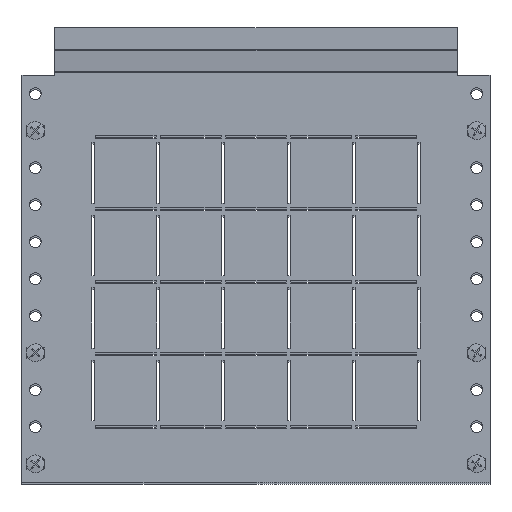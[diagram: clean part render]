
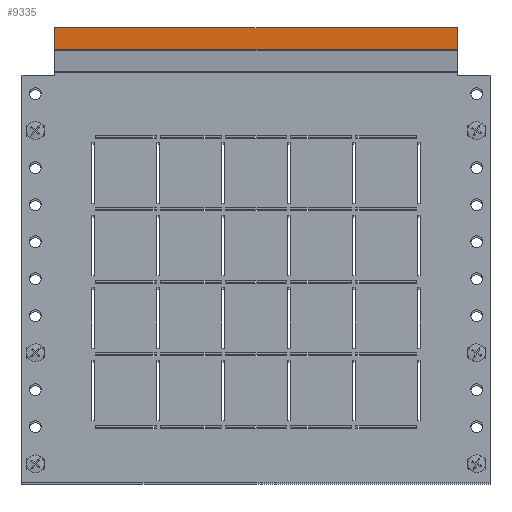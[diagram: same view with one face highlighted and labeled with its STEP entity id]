
A CAD part, top view. The second image highlights one B-rep face of the part: STEP entity #9335.
In plain terms, the highlighted planar face has unit normal (0, 0, 1).
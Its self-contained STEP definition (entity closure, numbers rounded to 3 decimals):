
#57 = AXIS2_PLACEMENT_3D ( 'NONE', #4005, #6757, #6717 ) ;
#84 = CARTESIAN_POINT ( 'NONE',  ( -136., -14.948, 1.2 ) ) ;
#271 = VECTOR ( 'NONE', #10155, 1000. ) ;
#631 = VERTEX_POINT ( 'NONE', #11337 ) ;
#789 = ORIENTED_EDGE ( 'NONE', *, *, #11801, .F. ) ;
#845 = LINE ( 'NONE', #2992, #271 ) ;
#1386 = DIRECTION ( 'NONE',  ( 0., -1., 0. ) ) ;
#1500 = VERTEX_POINT ( 'NONE', #7276 ) ;
#1591 = EDGE_CURVE ( 'NONE', #4810, #1500, #845, .T. ) ;
#2465 = EDGE_LOOP ( 'NONE', ( #11494, #11366, #6640, #789 ) ) ;
#2992 = CARTESIAN_POINT ( 'NONE',  ( -136., 0., 1.2 ) ) ;
#3470 = VERTEX_POINT ( 'NONE', #10585 ) ;
#3891 = PLANE ( 'NONE',  #57 ) ;
#4005 = CARTESIAN_POINT ( 'NONE',  ( 158., 0., 1.2 ) ) ;
#4810 = VERTEX_POINT ( 'NONE', #84 ) ;
#4989 = CARTESIAN_POINT ( 'NONE',  ( 136., 0., 1.2 ) ) ;
#5304 = EDGE_CURVE ( 'NONE', #631, #1500, #6331, .T. ) ;
#5896 = LINE ( 'NONE', #4989, #7921 ) ;
#5954 = VECTOR ( 'NONE', #11701, 1000. ) ;
#6293 = CARTESIAN_POINT ( 'NONE',  ( 158., 0., 1.2 ) ) ;
#6331 = LINE ( 'NONE', #6293, #9493 ) ;
#6640 = ORIENTED_EDGE ( 'NONE', *, *, #9093, .F. ) ;
#6717 = DIRECTION ( 'NONE',  ( 0., 1., 0. ) ) ;
#6757 = DIRECTION ( 'NONE',  ( 0., 0., -1. ) ) ;
#7276 = CARTESIAN_POINT ( 'NONE',  ( -136., 0., 1.2 ) ) ;
#7921 = VECTOR ( 'NONE', #1386, 1000. ) ;
#7986 = LINE ( 'NONE', #9860, #5954 ) ;
#9069 = DIRECTION ( 'NONE',  ( -1., 0., 0. ) ) ;
#9093 = EDGE_CURVE ( 'NONE', #3470, #4810, #7986, .T. ) ;
#9335 = ADVANCED_FACE ( 'NONE', ( #11401 ), #3891, .F. ) ;
#9493 = VECTOR ( 'NONE', #9069, 1000. ) ;
#9860 = CARTESIAN_POINT ( 'NONE',  ( 158., -14.948, 1.2 ) ) ;
#10155 = DIRECTION ( 'NONE',  ( 0., 1., 0. ) ) ;
#10585 = CARTESIAN_POINT ( 'NONE',  ( 136., -14.948, 1.2 ) ) ;
#11337 = CARTESIAN_POINT ( 'NONE',  ( 136., 0., 1.2 ) ) ;
#11366 = ORIENTED_EDGE ( 'NONE', *, *, #1591, .F. ) ;
#11401 = FACE_OUTER_BOUND ( 'NONE', #2465, .T. ) ;
#11494 = ORIENTED_EDGE ( 'NONE', *, *, #5304, .T. ) ;
#11701 = DIRECTION ( 'NONE',  ( -1., 0., 0. ) ) ;
#11801 = EDGE_CURVE ( 'NONE', #631, #3470, #5896, .T. ) ;
